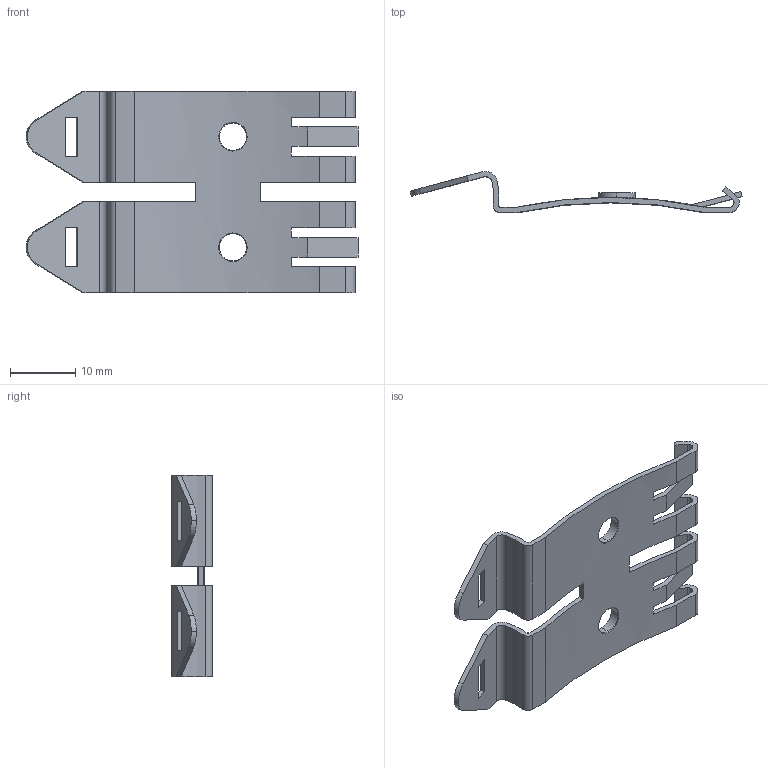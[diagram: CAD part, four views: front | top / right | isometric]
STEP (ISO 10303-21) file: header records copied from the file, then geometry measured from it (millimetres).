
FILE_DESCRIPTION (( 'STEP AP214' ), '1' );
FILE_NAME ('1030-026.STEP', '2019-05-21T05:26:46', ( 'Windows-Benutzer' ), ( '' ), 'SwSTEP 2.0', 'SolidWorks 2017', '' );
FILE_SCHEMA (( 'AUTOMOTIVE_DESIGN' ));
Length unit declared in the file: millimetre
Products named in the file (2): 1030-026
Bounding box: 51.03 x 6.3 x 31 mm (x, y, z)
Volume: 1160.3 mm3; surface area: 3236.6 mm2
Topology: 1 solids, 1 shells, 110 faces, 318 edges, 212 vertices
Faces by surface type: plane 68, cylinder 38, bspline 4
Entity records: 6697 total; most frequent: CARTESIAN_POINT 3648, ORIENTED_EDGE 636, DIRECTION 606, EDGE_CURVE 318, VERTEX_POINT 212, LINE 206, VECTOR 206, AXIS2_PLACEMENT_3D 200
